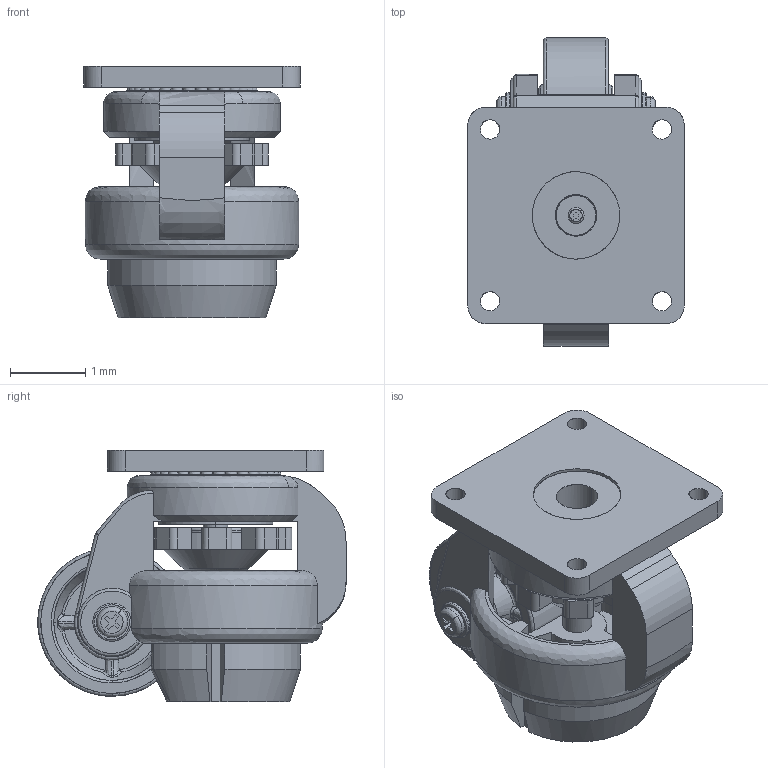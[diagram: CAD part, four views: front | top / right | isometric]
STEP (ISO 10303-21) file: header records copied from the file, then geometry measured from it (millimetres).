
FILE_DESCRIPTION((''),'2;1');
FILE_NAME('13CA8160.stp','2015-07-15T08:12:21',(''),(''),'Mechanical Desktop 2011','Mechanical Desktop 2011',', , ');
FILE_SCHEMA(('CONFIG_CONTROL_DESIGN'));
Length unit declared in the file: millimetre
Products named in the file (6): Product; .; *U4; *U3; *U2; *U1
Assembly tree (5 placements, depth 2):
  Product
    .
    *U4
    *U3
    *U2
    *U1
Bounding box: 2.87 x 4.09 x 3.34 mm (x, y, z)
Surface area: 104.4 mm2 (no closed solid volume)
Topology: 0 solids, 0 shells, 628 faces, 3583 edges, 3511 vertices
Faces by surface type: bspline 628
Entity records: 81339 total; most frequent: CARTESIAN_POINT 67073, PCURVE 3511, COMPOSITE_CURVE_SEGMENT 3511, QUASI_UNIFORM_CURVE 2961, B_SPLINE_CURVE_WITH_KNOTS 2510, CURVE_BOUNDED_SURFACE 628, OUTER_BOUNDARY_CURVE 568, B_SPLINE_SURFACE_WITH_KNOTS 282
